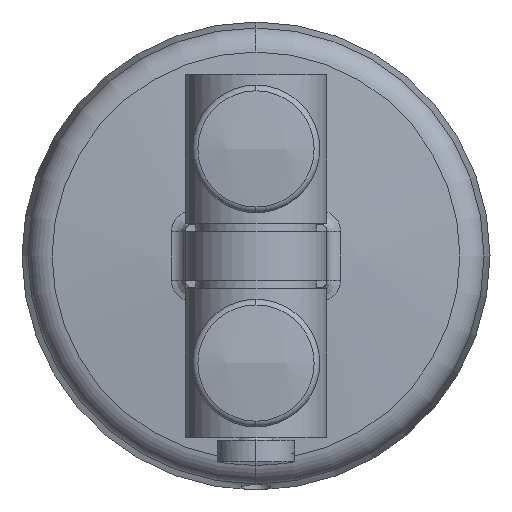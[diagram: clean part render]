
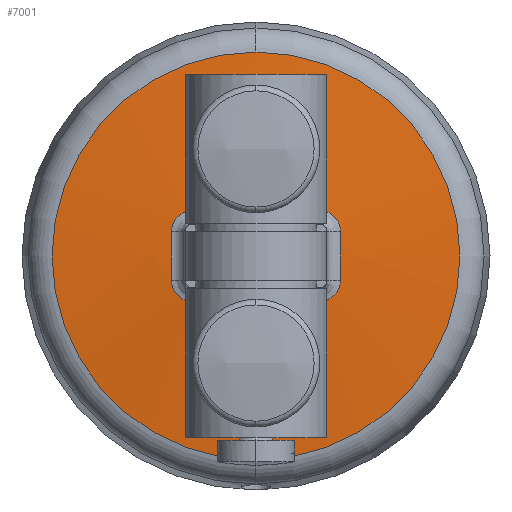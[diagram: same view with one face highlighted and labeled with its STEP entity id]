
A CAD part, front view. The second image highlights one B-rep face of the part: STEP entity #7001.
In plain terms, the highlighted spherical face has radius 250 mm.
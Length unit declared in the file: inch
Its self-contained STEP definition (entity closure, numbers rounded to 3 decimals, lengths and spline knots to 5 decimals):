
#1061=CARTESIAN_POINT('',(1.27838,8.61931,0.98726));
#1062=DIRECTION('',(1.,0.,0.));
#1063=DIRECTION('',(0.,-1.,0.014));
#1064=AXIS2_PLACEMENT_3D('',#1061,#1062,#1063);
#1081=CARTESIAN_POINT('',(0.80973,8.61931,1.24109));
#1082=DIRECTION('',(0.,0.,1.));
#1083=DIRECTION('',(-0.036,-0.999,0.));
#1084=AXIS2_PLACEMENT_3D('',#1081,#1082,#1083);
#1182=CARTESIAN_POINT('',(0.34108,8.61931,
0.98726));
#1183=DIRECTION('',(-1.,0.,0.));
#1184=DIRECTION('',(0.,-1.,-0.014));
#1185=AXIS2_PLACEMENT_3D('',#1182,#1183,#1184);
#1281=CARTESIAN_POINT('',(0.80973,-1.15788,
0.98726));
#1282=DIRECTION('',(0.,1.,0.));
#1283=DIRECTION('',(1.,0.,0.));
#1284=AXIS2_PLACEMENT_3D('',#1281,#1282,#1283);
#1286=CARTESIAN_POINT('',(0.80973,-1.15788,
0.98726));
#1287=DIRECTION('',(0.,1.,0.));
#1288=DIRECTION('',(0.,0.,-1.));
#1289=AXIS2_PLACEMENT_3D('',#1286,#1287,#1288);
#1291=CARTESIAN_POINT('',(0.80973,-1.15788,
0.98726));
#1292=DIRECTION('',(0.,1.,0.));
#1293=DIRECTION('',(0.,0.,1.));
#1294=AXIS2_PLACEMENT_3D('',#1291,#1292,#1293);
#1296=CARTESIAN_POINT('',(1.16125,-1.21364,
0.73342));
#1297=CARTESIAN_POINT('',(1.17432,-1.21318,
0.73363));
#1298=CARTESIAN_POINT('',(1.19879,-1.21235,
0.7375));
#1299=CARTESIAN_POINT('',(1.23153,-1.21142,
0.75453));
#1300=CARTESIAN_POINT('',(1.25725,-1.21086,
0.78027));
#1301=CARTESIAN_POINT('',(1.27426,-1.2107,
0.81294));
#1302=CARTESIAN_POINT('',(1.27816,-1.21091,
0.83746));
#1303=CARTESIAN_POINT('',(1.27838,-1.21108,
0.85054));
#1305=CARTESIAN_POINT('',(1.27837,-1.21108,1.12396));
#1306=CARTESIAN_POINT('',(1.27816,-1.21091,1.13708));
#1307=CARTESIAN_POINT('',(1.27425,-1.2107,1.16162));
#1308=CARTESIAN_POINT('',(1.2572,-1.21086,1.19433));
#1309=CARTESIAN_POINT('',(1.23143,-1.21142,1.22006));
#1310=CARTESIAN_POINT('',(1.19868,-1.21235,1.23704));
#1311=CARTESIAN_POINT('',(1.17427,-1.21318,1.24089));
#1312=CARTESIAN_POINT('',(1.16125,-1.21364,1.24109));
#1314=CARTESIAN_POINT('',(0.45821,-1.21364,
1.24109));
#1315=CARTESIAN_POINT('',(0.44514,-1.21318,
1.24088));
#1316=CARTESIAN_POINT('',(0.42067,-1.21235,
1.23701));
#1317=CARTESIAN_POINT('',(0.38793,-1.21142,
1.21998));
#1318=CARTESIAN_POINT('',(0.36221,-1.21086,
1.19424));
#1319=CARTESIAN_POINT('',(0.3452,-1.2107,
1.16157));
#1320=CARTESIAN_POINT('',(0.3413,-1.21091,
1.13705));
#1321=CARTESIAN_POINT('',(0.34108,-1.21108,
1.12397));
#1323=CARTESIAN_POINT('',(0.34109,-1.21108,
0.85055));
#1324=CARTESIAN_POINT('',(0.3413,-1.21091,
0.83744));
#1325=CARTESIAN_POINT('',(0.34521,-1.2107,
0.8129));
#1326=CARTESIAN_POINT('',(0.36226,-1.21086,
0.78019));
#1327=CARTESIAN_POINT('',(0.38803,-1.21142,
0.75446));
#1328=CARTESIAN_POINT('',(0.42078,-1.21236,
0.73748));
#1329=CARTESIAN_POINT('',(0.44519,-1.21318,
0.73362));
#1330=CARTESIAN_POINT('',(0.45821,-1.21364,
0.73342));
#4179=CARTESIAN_POINT('',(0.80973,8.61931,
0.73342));
#4180=DIRECTION('',(0.,0.,-1.));
#4181=DIRECTION('',(0.036,-0.999,0.));
#4182=AXIS2_PLACEMENT_3D('',#4179,#4180,#4181);
#4665=CARTESIAN_POINT('',(0.80973,-1.15788,
-0.14476));
#4666=VERTEX_POINT('',#4665);
#4669=CARTESIAN_POINT('',(0.80973,-1.15788,
2.11928));
#4670=VERTEX_POINT('',#4669);
#4673=CARTESIAN_POINT('',(1.94175,-1.15788,
0.98726));
#4674=VERTEX_POINT('',#4673);
#4675=VERTEX_POINT('',#1296);
#4676=VERTEX_POINT('',#1303);
#4677=VERTEX_POINT('',#1305);
#4678=VERTEX_POINT('',#1312);
#4679=VERTEX_POINT('',#1314);
#4680=VERTEX_POINT('',#1321);
#4681=VERTEX_POINT('',#1323);
#4682=VERTEX_POINT('',#1330);
#6976=CARTESIAN_POINT('',(0.80973,8.61931,
0.98726));
#6977=DIRECTION('',(0.,0.,-1.));
#6978=DIRECTION('',(-1.,0.,0.));
#6979=AXIS2_PLACEMENT_3D('',#6976,#6977,#6978);
#6980=SPHERICAL_SURFACE('',#6979,9.8425);
#6982=ORIENTED_EDGE('',*,*,#6981,.T.);
#6984=ORIENTED_EDGE('',*,*,#6983,.T.);
#6986=ORIENTED_EDGE('',*,*,#6985,.T.);
#6987=EDGE_LOOP('',(#6982,#6984,#6986));
#6988=FACE_OUTER_BOUND('',#6987,.F.);
#6990=ORIENTED_EDGE('',*,*,#6989,.F.);
#6991=ORIENTED_EDGE('',*,*,#6967,.T.);
#6992=ORIENTED_EDGE('',*,*,#6547,.F.);
#6993=ORIENTED_EDGE('',*,*,#6618,.T.);
#6994=ORIENTED_EDGE('',*,*,#6638,.F.);
#6995=ORIENTED_EDGE('',*,*,#6792,.T.);
#6996=ORIENTED_EDGE('',*,*,#6810,.F.);
#6998=ORIENTED_EDGE('',*,*,#6997,.T.);
#6999=EDGE_LOOP('',(#6990,#6991,#6992,#6993,#6994,#6995,#6996,#6998));
#7000=FACE_BOUND('',#6999,.F.);
#7001=ADVANCED_FACE('',(#6988,#7000),#6980,.T.);
#1065=CIRCLE('',#1064,9.83134);
#1085=CIRCLE('',#1084,9.83923);
#1186=CIRCLE('',#1185,9.83134);
#1285=CIRCLE('',#1284,1.13202);
#1290=CIRCLE('',#1289,1.13202);
#1295=CIRCLE('',#1294,1.13202);
#1304=B_SPLINE_CURVE_WITH_KNOTS('',3,(#1296,#1297,#1298,#1299,#1300,#1301,#1302,
#1303),.UNSPECIFIED.,.F.,.F.,(4,1,1,1,1,4),(0.,0.2,0.4,0.6,0.8,1.),
.UNSPECIFIED.);
#1313=B_SPLINE_CURVE_WITH_KNOTS('',3,(#1305,#1306,#1307,#1308,#1309,#1310,#1311,
#1312),.UNSPECIFIED.,.F.,.F.,(4,1,1,1,1,4),(0.,0.2,0.4,0.6,0.8,1.),
.UNSPECIFIED.);
#1322=B_SPLINE_CURVE_WITH_KNOTS('',3,(#1314,#1315,#1316,#1317,#1318,#1319,#1320,
#1321),.UNSPECIFIED.,.F.,.F.,(4,1,1,1,1,4),(0.,0.2,0.4,0.6,0.8,1.),
.UNSPECIFIED.);
#1331=B_SPLINE_CURVE_WITH_KNOTS('',3,(#1323,#1324,#1325,#1326,#1327,#1328,#1329,
#1330),.UNSPECIFIED.,.F.,.F.,(4,1,1,1,1,4),(0.,0.2,0.4,0.6,0.8,1.),
.UNSPECIFIED.);
#4183=CIRCLE('',#4182,9.83923);
#6547=EDGE_CURVE('',#4677,#4676,#1065,.T.);
#6618=EDGE_CURVE('',#4677,#4678,#1313,.T.);
#6638=EDGE_CURVE('',#4679,#4678,#1085,.T.);
#6792=EDGE_CURVE('',#4679,#4680,#1322,.T.);
#6810=EDGE_CURVE('',#4681,#4680,#1186,.T.);
#6967=EDGE_CURVE('',#4675,#4676,#1304,.T.);
#6981=EDGE_CURVE('',#4674,#4666,#1285,.T.);
#6983=EDGE_CURVE('',#4666,#4670,#1290,.T.);
#6985=EDGE_CURVE('',#4670,#4674,#1295,.T.);
#6989=EDGE_CURVE('',#4675,#4682,#4183,.T.);
#6997=EDGE_CURVE('',#4681,#4682,#1331,.T.);
